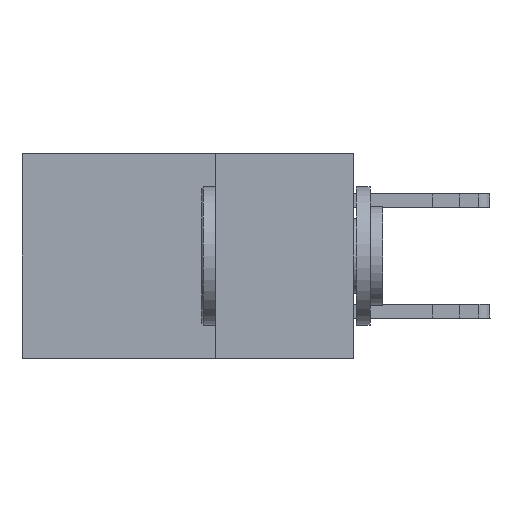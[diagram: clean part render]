
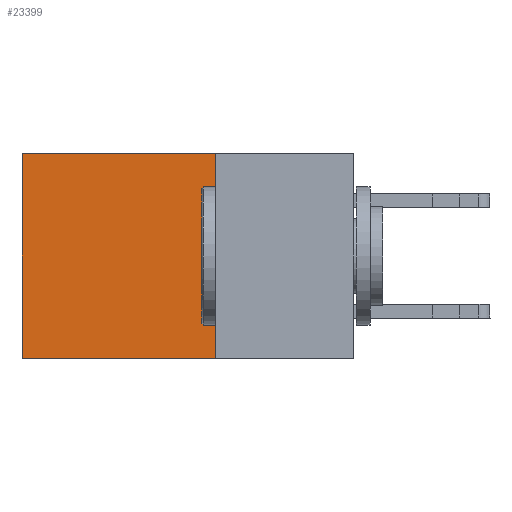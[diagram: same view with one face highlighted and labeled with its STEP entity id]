
A CAD part, left-side view. The second image highlights one B-rep face of the part: STEP entity #23399.
In plain terms, the highlighted planar face has unit normal (-1, 0, 0).
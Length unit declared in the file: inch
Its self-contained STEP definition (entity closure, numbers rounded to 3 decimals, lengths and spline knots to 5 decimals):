
#1496 = VERTEX_POINT ( 'NONE', #9293 ) ;
#2037 = EDGE_CURVE ( 'NONE', #1496, #18633, #4884, .T. ) ;
#2931 = VECTOR ( 'NONE', #8378, 39.37008 ) ;
#4221 = VECTOR ( 'NONE', #14786, 39.37008 ) ;
#4884 = LINE ( 'NONE', #12226, #2931 ) ;
#7352 = VECTOR ( 'NONE', #23597, 39.37008 ) ;
#8190 = CARTESIAN_POINT ( 'NONE',  ( 0.2875, 0.25, 0. ) ) ;
#8378 = DIRECTION ( 'NONE',  ( 0., 0., -1. ) ) ;
#8743 = EDGE_CURVE ( 'NONE', #23002, #1496, #9758, .T. ) ;
#8870 = PLANE ( 'NONE',  #18123 ) ;
#8978 = VECTOR ( 'NONE', #13823, 39.37008 ) ;
#9293 = CARTESIAN_POINT ( 'NONE',  ( 0.2875, 0.6, 0. ) ) ;
#9758 = LINE ( 'NONE', #8190, #8978 ) ;
#9879 = ORIENTED_EDGE ( 'NONE', *, *, #13840, .F. ) ;
#10973 = CARTESIAN_POINT ( 'NONE',  ( 0.2875, 0.25, 0. ) ) ;
#11658 = VERTEX_POINT ( 'NONE', #16855 ) ;
#11930 = DIRECTION ( 'NONE',  ( 1., 0., 0. ) ) ;
#12226 = CARTESIAN_POINT ( 'NONE',  ( 0.2875, 0.6, 0. ) ) ;
#12488 = EDGE_LOOP ( 'NONE', ( #20573, #9879, #14491, #16395 ) ) ;
#12984 = LINE ( 'NONE', #23735, #4221 ) ;
#13823 = DIRECTION ( 'NONE',  ( 0., 1., 0. ) ) ;
#13840 = EDGE_CURVE ( 'NONE', #11658, #18633, #20110, .T. ) ;
#14153 = FACE_OUTER_BOUND ( 'NONE', #12488, .T. ) ;
#14393 = CARTESIAN_POINT ( 'NONE',  ( 0.2875, 0.25, -0.37 ) ) ;
#14491 = ORIENTED_EDGE ( 'NONE', *, *, #15510, .F. ) ;
#14786 = DIRECTION ( 'NONE',  ( 0., 0., -1. ) ) ;
#15510 = EDGE_CURVE ( 'NONE', #23002, #11658, #12984, .T. ) ;
#16221 = CARTESIAN_POINT ( 'NONE',  ( 0.2875, 0.25, 0. ) ) ;
#16395 = ORIENTED_EDGE ( 'NONE', *, *, #8743, .T. ) ;
#16855 = CARTESIAN_POINT ( 'NONE',  ( 0.2875, 0.25, -0.37 ) ) ;
#18044 = CARTESIAN_POINT ( 'NONE',  ( 0.2875, 0.6, -0.37 ) ) ;
#18123 = AXIS2_PLACEMENT_3D ( 'NONE', #16221, #11930, #23611 ) ;
#18633 = VERTEX_POINT ( 'NONE', #18044 ) ;
#20110 = LINE ( 'NONE', #14393, #7352 ) ;
#20573 = ORIENTED_EDGE ( 'NONE', *, *, #2037, .T. ) ;
#23002 = VERTEX_POINT ( 'NONE', #10973 ) ;
#23399 = ADVANCED_FACE ( 'NONE', ( #14153 ), #8870, .F. ) ;
#23597 = DIRECTION ( 'NONE',  ( 0., 1., 0. ) ) ;
#23611 = DIRECTION ( 'NONE',  ( 0., 0., -1. ) ) ;
#23735 = CARTESIAN_POINT ( 'NONE',  ( 0.2875, 0.25, 0. ) ) ;
